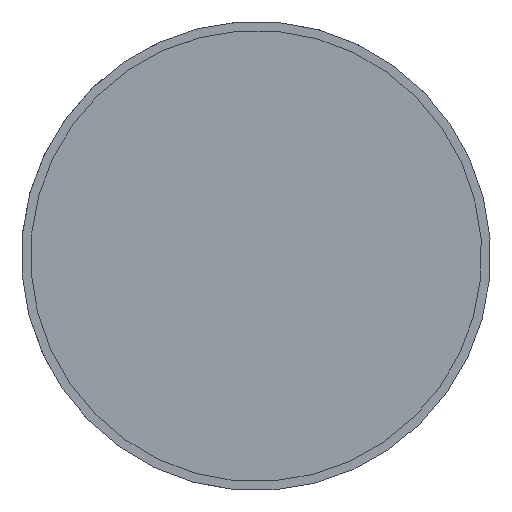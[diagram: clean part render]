
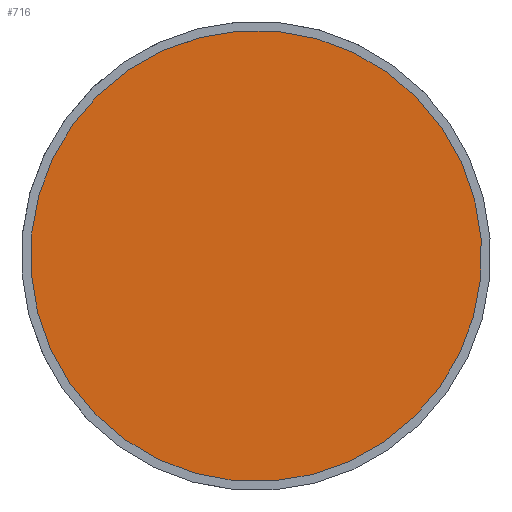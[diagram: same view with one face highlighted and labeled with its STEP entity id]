
A CAD part, front view. The second image highlights one B-rep face of the part: STEP entity #716.
In plain terms, the highlighted planar face has unit normal (0.001, -1, 0).
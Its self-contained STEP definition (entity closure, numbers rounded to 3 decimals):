
#136=FACE_OUTER_BOUND('',#187,.T.);
#187=EDGE_LOOP('',(#518));
#252=CIRCLE('',#819,12.5);
#302=VERTEX_POINT('',#1184);
#377=EDGE_CURVE('',#302,#302,#252,.T.);
#518=ORIENTED_EDGE('',*,*,#377,.T.);
#638=PLANE('',#820);
#716=ADVANCED_FACE('',(#136),#638,.T.);
#819=AXIS2_PLACEMENT_3D('',#1185,#983,#984);
#820=AXIS2_PLACEMENT_3D('',#1187,#986,#987);
#983=DIRECTION('center_axis',(0.001,-1.,0.));
#984=DIRECTION('ref_axis',(-0.813,-0.001,0.582));
#986=DIRECTION('center_axis',(0.001,-1.,0.));
#987=DIRECTION('ref_axis',(0.582,0.,0.813));
#1184=CARTESIAN_POINT('',(10.188,52.981,-7.285));
#1185=CARTESIAN_POINT('Origin',(0.025,52.972,-0.008));
#1187=CARTESIAN_POINT('Origin',(0.025,52.972,-0.008));
